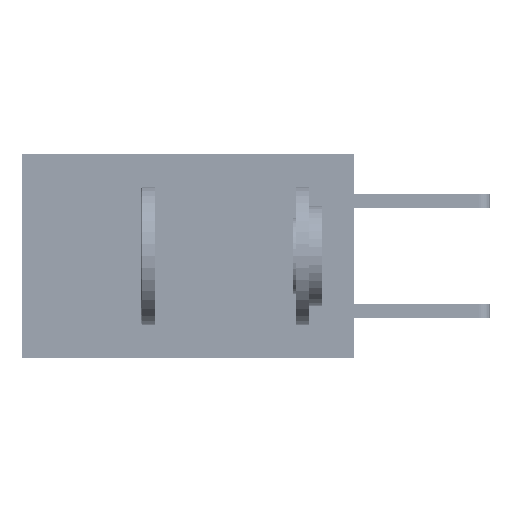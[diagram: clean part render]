
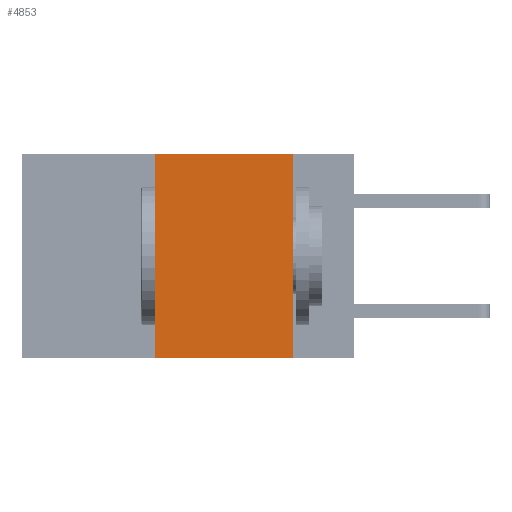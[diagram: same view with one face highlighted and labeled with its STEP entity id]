
A CAD part, left-side view. The second image highlights one B-rep face of the part: STEP entity #4853.
In plain terms, the highlighted planar face has unit normal (-1, 0, 0).
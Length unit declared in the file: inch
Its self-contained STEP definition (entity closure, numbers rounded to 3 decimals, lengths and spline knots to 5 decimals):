
#818 = EDGE_LOOP ( 'NONE', ( #34196, #24410, #39632, #31744 ) ) ;
#987 = VECTOR ( 'NONE', #30820, 39.37008 ) ;
#1246 = VECTOR ( 'NONE', #22255, 39.37008 ) ;
#2245 = CARTESIAN_POINT ( 'NONE',  ( 0., 0.11, 0. ) ) ;
#3436 = CARTESIAN_POINT ( 'NONE',  ( 0., 0.6, 0. ) ) ;
#4853 = ADVANCED_FACE ( 'NONE', ( #19683 ), #17915, .F. ) ;
#5171 = CARTESIAN_POINT ( 'NONE',  ( 0., 0.36, 0. ) ) ;
#5499 = VERTEX_POINT ( 'NONE', #2245 ) ;
#6203 = AXIS2_PLACEMENT_3D ( 'NONE', #33977, #39951, #27412 ) ;
#6468 = DIRECTION ( 'NONE',  ( 0., -1., 0. ) ) ;
#7185 = VERTEX_POINT ( 'NONE', #25469 ) ;
#8453 = LINE ( 'NONE', #5171, #35027 ) ;
#9818 = CARTESIAN_POINT ( 'NONE',  ( 0., 0.6, -0.37 ) ) ;
#11848 = CARTESIAN_POINT ( 'NONE',  ( 0., 0.11, 0. ) ) ;
#13274 = LINE ( 'NONE', #11848, #987 ) ;
#17915 = PLANE ( 'NONE',  #6203 ) ;
#18272 = VERTEX_POINT ( 'NONE', #19270 ) ;
#19270 = CARTESIAN_POINT ( 'NONE',  ( 0., 0.11, -0.37 ) ) ;
#19683 = FACE_OUTER_BOUND ( 'NONE', #818, .T. ) ;
#22255 = DIRECTION ( 'NONE',  ( 0., -1., 0. ) ) ;
#23960 = EDGE_CURVE ( 'NONE', #7185, #5499, #27178, .T. ) ;
#24410 = ORIENTED_EDGE ( 'NONE', *, *, #23960, .F. ) ;
#25469 = CARTESIAN_POINT ( 'NONE',  ( 0., 0.36, 0. ) ) ;
#26223 = CARTESIAN_POINT ( 'NONE',  ( 0., 0.36, -0.37 ) ) ;
#27178 = LINE ( 'NONE', #3436, #34520 ) ;
#27319 = VERTEX_POINT ( 'NONE', #26223 ) ;
#27412 = DIRECTION ( 'NONE',  ( 0., 0., -1. ) ) ;
#27878 = LINE ( 'NONE', #9818, #1246 ) ;
#30381 = DIRECTION ( 'NONE',  ( 0., 0., 1. ) ) ;
#30820 = DIRECTION ( 'NONE',  ( 0., 0., -1. ) ) ;
#31744 = ORIENTED_EDGE ( 'NONE', *, *, #36360, .T. ) ;
#33977 = CARTESIAN_POINT ( 'NONE',  ( 0., 0.6, 0. ) ) ;
#34196 = ORIENTED_EDGE ( 'NONE', *, *, #37703, .F. ) ;
#34520 = VECTOR ( 'NONE', #6468, 39.37008 ) ;
#35027 = VECTOR ( 'NONE', #30381, 39.37008 ) ;
#36360 = EDGE_CURVE ( 'NONE', #27319, #18272, #27878, .T. ) ;
#37703 = EDGE_CURVE ( 'NONE', #5499, #18272, #13274, .T. ) ;
#38294 = EDGE_CURVE ( 'NONE', #27319, #7185, #8453, .T. ) ;
#39632 = ORIENTED_EDGE ( 'NONE', *, *, #38294, .F. ) ;
#39951 = DIRECTION ( 'NONE',  ( 1., 0., 0. ) ) ;
